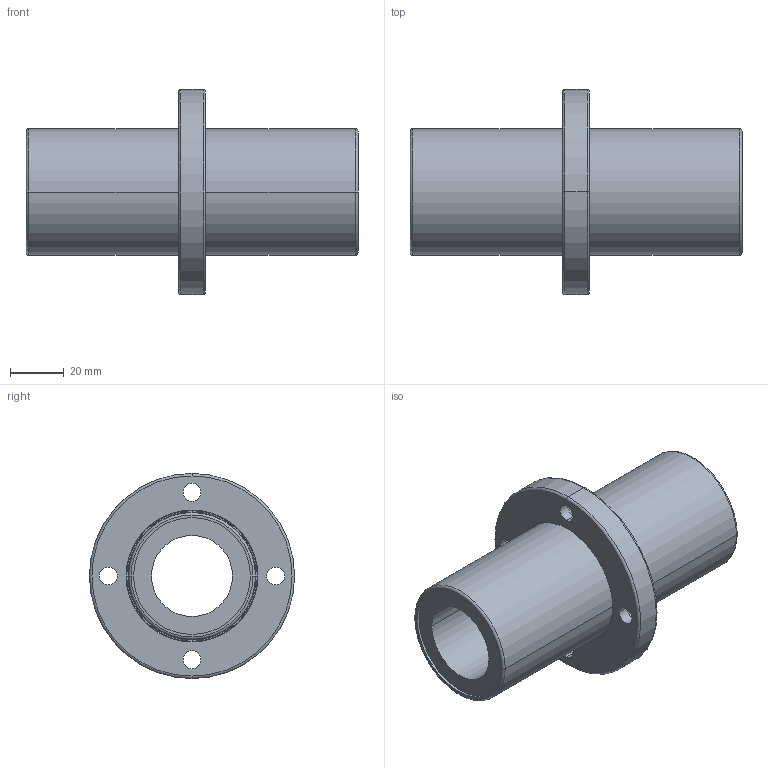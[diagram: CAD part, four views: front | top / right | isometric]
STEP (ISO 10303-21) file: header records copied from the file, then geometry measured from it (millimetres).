
FILE_DESCRIPTION (( 'STEP AP203' ), '1' );
FILE_NAME ('BallBearing_128A1A5A7C.step', '2021-12-06T21:06:24', ( '' ), ( '' ), 'SwSTEP 2.0', 'SolidWorks 2019', '' );
FILE_SCHEMA (( 'CONFIG_CONTROL_DESIGN' ));
Length unit declared in the file: inch
Products named in the file (3): 5LWwqXkr9E_CADModel_0; BallBearing_128A1A5A7C
Assembly tree (1 placements, depth 2):
  5LWwqXkr9E_CADModel_0
  BallBearing_128A1A5A7C
    5LWwqXkr9E_CADModel_0
Bounding box: 123 x 76 x 76 mm (x, y, z)
Volume: 149811.6 mm3; surface area: 39483.4 mm2
Topology: 1 solids, 1 shells, 60 faces, 132 edges, 84 vertices
Faces by surface type: cylinder 32, torus 16, plane 12
Entity records: 1998 total; most frequent: DIRECTION 362, CARTESIAN_POINT 281, ORIENTED_EDGE 264, AXIS2_PLACEMENT_3D 165, EDGE_CURVE 132, CIRCLE 100, VERTEX_POINT 84, EDGE_LOOP 80
